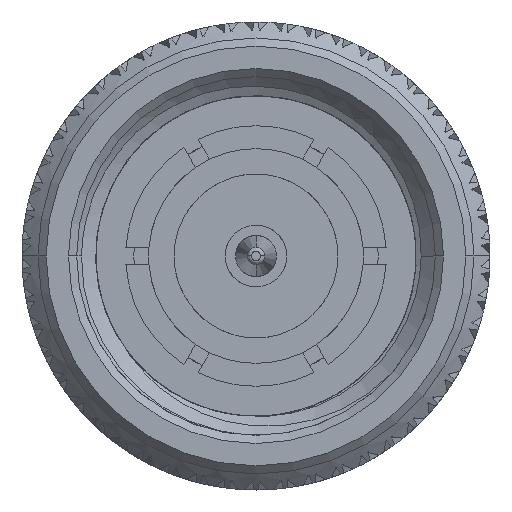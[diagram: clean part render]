
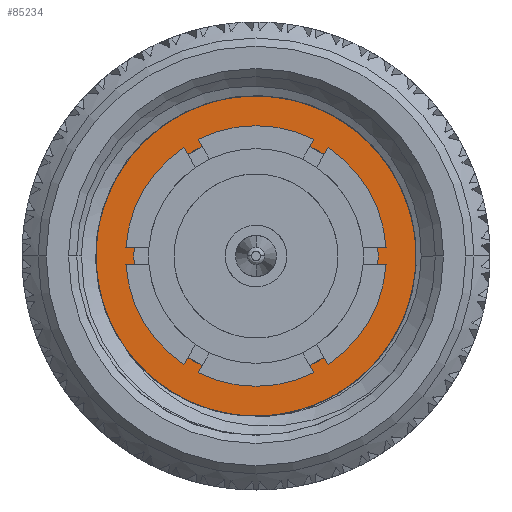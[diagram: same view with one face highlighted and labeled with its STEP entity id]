
A CAD part, left-side view. The second image highlights one B-rep face of the part: STEP entity #85234.
In plain terms, the highlighted planar face has unit normal (-1, 0, 0).
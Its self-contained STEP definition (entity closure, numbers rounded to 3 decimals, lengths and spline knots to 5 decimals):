
#350 = CARTESIAN_POINT ( 'NONE',  ( 0.315, -0.149, 0. ) ) ;
#2477 = CARTESIAN_POINT ( 'NONE',  ( 0.315, 0., -0.19555 ) ) ;
#3095 = CARTESIAN_POINT ( 'NONE',  ( 0.315, -0.20615, 0.03797 ) ) ;
#7453 = DIRECTION ( 'NONE',  ( 0., -1., 0. ) ) ;
#7947 = DIRECTION ( 'NONE',  ( 0., 0., 1. ) ) ;
#7956 = ORIENTED_EDGE ( 'NONE', *, *, #27707, .F. ) ;
#10446 = ORIENTED_EDGE ( 'NONE', *, *, #24960, .F. ) ;
#12759 = EDGE_CURVE ( 'NONE', #67059, #104766, #95481, .T. ) ;
#13010 = CARTESIAN_POINT ( 'NONE',  ( 0.315, -0.17788, -0.09907 ) ) ;
#13463 = AXIS2_PLACEMENT_3D ( 'NONE', #79632, #19652, #70504 ) ;
#14408 = DIRECTION ( 'NONE',  ( 0., -1., 0. ) ) ;
#15730 = DIRECTION ( 'NONE',  ( 0., 1., 0. ) ) ;
#16511 = CARTESIAN_POINT ( 'NONE',  ( 0.315, 0., 0. ) ) ;
#16744 = VERTEX_POINT ( 'NONE', #47302 ) ;
#19507 = LINE ( 'NONE', #58408, #84029 ) ;
#19652 = DIRECTION ( 'NONE',  ( 1., 0., 0. ) ) ;
#20407 = CARTESIAN_POINT ( 'NONE',  ( 0.315, -0.06646, -0.18391 ) ) ;
#21866 = CARTESIAN_POINT ( 'NONE',  ( 0.315, -0.0929, 0.19804 ) ) ;
#22520 = ORIENTED_EDGE ( 'NONE', *, *, #103551, .T. ) ;
#24185 = EDGE_CURVE ( 'NONE', #79560, #38509, #19507, .T. ) ;
#24960 = EDGE_CURVE ( 'NONE', #83162, #104766, #83173, .T. ) ;
#27173 = CARTESIAN_POINT ( 'NONE',  ( 0.315, 0., -0.21875 ) ) ;
#27707 = EDGE_CURVE ( 'NONE', #79560, #83162, #38214, .T. ) ;
#28089 = CARTESIAN_POINT ( 'NONE',  ( 0.315, -0.0929, 0.19804 ) ) ;
#28886 = CARTESIAN_POINT ( 'NONE',  ( 0.315, -0.12971, -0.15147 ) ) ;
#29950 = CARTESIAN_POINT ( 'NONE',  ( 0.315, -0.20212, -0.04292 ) ) ;
#30298 = CARTESIAN_POINT ( 'NONE',  ( 0.315, -0.17488, 0.12324 ) ) ;
#30663 = CARTESIAN_POINT ( 'NONE',  ( 0.315, -0.19988, 0.06777 ) ) ;
#31390 = CARTESIAN_POINT ( 'NONE',  ( 0.315, -0.18933, 0.09653 ) ) ;
#31949 = DIRECTION ( 'NONE',  ( 1., 0., 0. ) ) ;
#33432 = DIRECTION ( 'NONE',  ( 1., 0., 0. ) ) ;
#34353 = AXIS2_PLACEMENT_3D ( 'NONE', #46865, #72663, #14408 ) ;
#35257 = AXIS2_PLACEMENT_3D ( 'NONE', #82358, #31949, #15730 ) ;
#36107 = AXIS2_PLACEMENT_3D ( 'NONE', #16511, #33432, #92316 ) ;
#38073 = CARTESIAN_POINT ( 'NONE',  ( 0.315, -0.11289, -0.16317 ) ) ;
#38214 = CIRCLE ( 'NONE', #34353, 0.21875 ) ;
#38509 = VERTEX_POINT ( 'NONE', #47983 ) ;
#39259 = CIRCLE ( 'NONE', #35257, 0.149 ) ;
#39873 = CARTESIAN_POINT ( 'NONE',  ( 0.315, -0.14972, 0.15536 ) ) ;
#40146 = EDGE_CURVE ( 'NONE', #38509, #67059, #75071, .T. ) ;
#43706 = CARTESIAN_POINT ( 'NONE',  ( 0.315, -0.02262, -0.19555 ) ) ;
#46865 = CARTESIAN_POINT ( 'NONE',  ( 0.315, 0., 0. ) ) ;
#46925 = CARTESIAN_POINT ( 'NONE',  ( 0.315, -0.18495, 0.10566 ) ) ;
#47302 = CARTESIAN_POINT ( 'NONE',  ( 0.315, 0.149, 0. ) ) ;
#47983 = CARTESIAN_POINT ( 'NONE',  ( 0.315, 0., -0.19555 ) ) ;
#49068 = ORIENTED_EDGE ( 'NONE', *, *, #105732, .T. ) ;
#50892 = CIRCLE ( 'NONE', #13463, 0.149 ) ;
#52904 = CARTESIAN_POINT ( 'NONE',  ( 0.315, -0.06646, -0.18391 ) ) ;
#53518 = CARTESIAN_POINT ( 'NONE',  ( 0.315, -0.20791, 0.01776 ) ) ;
#56094 = CARTESIAN_POINT ( 'NONE',  ( 0.315, -0.15654, 0.14785 ) ) ;
#58408 = CARTESIAN_POINT ( 'NONE',  ( 0.315, 0., 0. ) ) ;
#60906 = AXIS2_PLACEMENT_3D ( 'NONE', #74503, #108307, #7453 ) ;
#62019 = CARTESIAN_POINT ( 'NONE',  ( 0.315, -0.20454, 0.04797 ) ) ;
#62772 = CARTESIAN_POINT ( 'NONE',  ( 0.315, -0.15227, -0.13097 ) ) ;
#66408 = PLANE ( 'NONE',  #60906 ) ;
#67059 = VERTEX_POINT ( 'NONE', #71697 ) ;
#70504 = DIRECTION ( 'NONE',  ( 0., 1., 0. ) ) ;
#71697 = CARTESIAN_POINT ( 'NONE',  ( 0.315, -0.06646, -0.18391 ) ) ;
#72372 = CARTESIAN_POINT ( 'NONE',  ( 0.315, -0.12779, 0.17637 ) ) ;
#72663 = DIRECTION ( 'NONE',  ( 1., 0., 0. ) ) ;
#74503 = CARTESIAN_POINT ( 'NONE',  ( 0.315, 0., 0. ) ) ;
#75071 = B_SPLINE_CURVE_WITH_KNOTS ( 'NONE', 3,
 ( #2477, #43706, #78642, #52904 ),
 .UNSPECIFIED., .F., .F.,
 ( 4, 4 ),
 ( 0., 0.00172 ),
 .UNSPECIFIED. ) ;
#78642 = CARTESIAN_POINT ( 'NONE',  ( 0.315, -0.04518, -0.1916 ) ) ;
#79282 = CARTESIAN_POINT ( 'NONE',  ( 0.315, -0.10405, -0.16834 ) ) ;
#79560 = VERTEX_POINT ( 'NONE', #27173 ) ;
#79632 = CARTESIAN_POINT ( 'NONE',  ( 0.315, 0., 0. ) ) ;
#80370 = CARTESIAN_POINT ( 'NONE',  ( 0.315, -0.18775, -0.08136 ) ) ;
#81134 = ORIENTED_EDGE ( 'NONE', *, *, #40146, .T. ) ;
#82358 = CARTESIAN_POINT ( 'NONE',  ( 0.315, 0., 0. ) ) ;
#83162 = VERTEX_POINT ( 'NONE', #97896 ) ;
#83173 = CIRCLE ( 'NONE', #36107, 0.21875 ) ;
#83636 = EDGE_LOOP ( 'NONE', ( #49068, #22520 ) ) ;
#84029 = VECTOR ( 'NONE', #7947, 39.37008 ) ;
#85234 = ADVANCED_FACE ( 'NONE', ( #91081, #88462 ), #66408, .T. ) ;
#88462 = FACE_OUTER_BOUND ( 'NONE', #104439, .T. ) ;
#88501 = CARTESIAN_POINT ( 'NONE',  ( 0.315, -0.07629, -0.18093 ) ) ;
#88849 = CARTESIAN_POINT ( 'NONE',  ( 0.315, -0.20629, -0.02311 ) ) ;
#89494 = ORIENTED_EDGE ( 'NONE', *, *, #24185, .T. ) ;
#89959 = CARTESIAN_POINT ( 'NONE',  ( 0.315, -0.11106, 0.18848 ) ) ;
#90324 = CARTESIAN_POINT ( 'NONE',  ( 0.315, -0.1968, 0.07763 ) ) ;
#91081 = FACE_BOUND ( 'NONE', #83636, .T. ) ;
#92316 = DIRECTION ( 'NONE',  ( 0., -1., 0. ) ) ;
#94670 = VERTEX_POINT ( 'NONE', #350 ) ;
#95481 = B_SPLINE_CURVE_WITH_KNOTS ( 'NONE', 3,
 ( #20407, #88501, #104348, #79282, #38073, #28886, #95486, #62772, #96945, #13010, #80370, #29950, #88849, #103983, #53518, #3095, #62019, #30663, #90324, #31390, #46925, #30298, #98008, #56094, #39873, #72372, #89959, #21866 ),
 .UNSPECIFIED., .F., .F.,
 ( 4, 2, 2, 2, 2, 2, 2, 2, 2, 2, 2, 2, 2, 4 ),
 ( 0., 0.00077, 0.00155, 0.00232, 0.0031, 0.00464, 0.00619, 0.00697, 0.00774, 0.00852, 0.00929, 0.01006, 0.01084, 0.01239 ),
 .UNSPECIFIED. ) ;
#95486 = CARTESIAN_POINT ( 'NONE',  ( 0.315, -0.13757, -0.14502 ) ) ;
#96945 = CARTESIAN_POINT ( 'NONE',  ( 0.315, -0.15915, -0.12333 ) ) ;
#97896 = CARTESIAN_POINT ( 'NONE',  ( 0.315, 0.21875, 0. ) ) ;
#98008 = CARTESIAN_POINT ( 'NONE',  ( 0.315, -0.16916, 0.13176 ) ) ;
#100855 = ORIENTED_EDGE ( 'NONE', *, *, #12759, .T. ) ;
#103551 = EDGE_CURVE ( 'NONE', #94670, #16744, #39259, .T. ) ;
#103983 = CARTESIAN_POINT ( 'NONE',  ( 0.315, -0.20807, 0.00748 ) ) ;
#104348 = CARTESIAN_POINT ( 'NONE',  ( 0.315, -0.08576, -0.1772 ) ) ;
#104439 = EDGE_LOOP ( 'NONE', ( #7956, #89494, #81134, #100855, #10446 ) ) ;
#104766 = VERTEX_POINT ( 'NONE', #28089 ) ;
#105732 = EDGE_CURVE ( 'NONE', #16744, #94670, #50892, .T. ) ;
#108307 = DIRECTION ( 'NONE',  ( -1., 0., 0. ) ) ;
